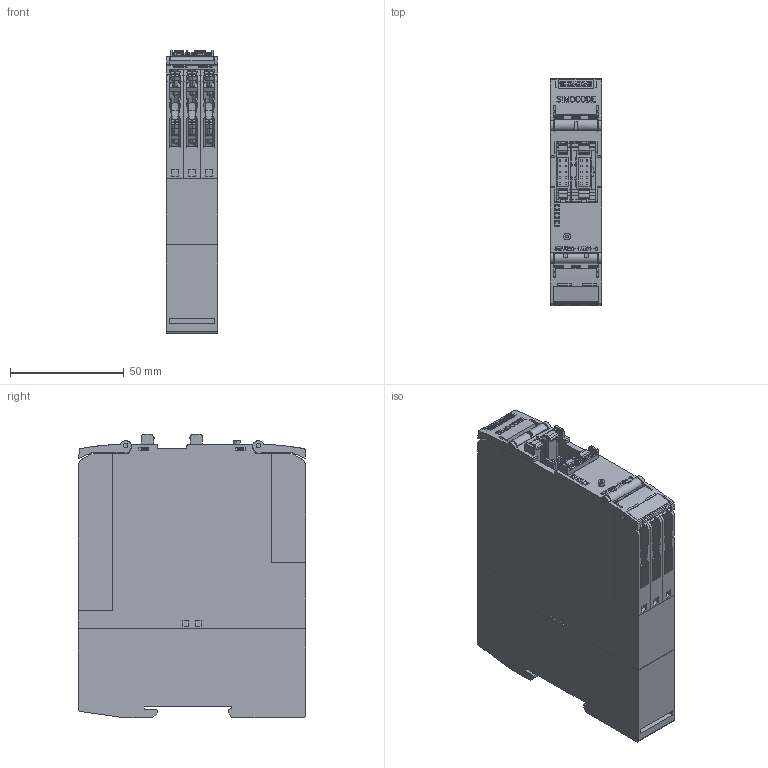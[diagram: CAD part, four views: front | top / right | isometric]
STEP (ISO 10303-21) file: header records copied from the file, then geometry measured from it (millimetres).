
FILE_DESCRIPTION(('STEP AP214'),'1');
FILE_NAME('cctmp_686CAF65-759C-4720-921A-3D7A2A06C3D2_2023_07_21_14_48_31_0788..stp','2023-07-21T12:48:35',('SIEMENS A&D'),('CADClick - www.CADClick.com'),'Spatial InterOp 3D postprocessed',' ','unknown authorization');
FILE_SCHEMA(('AUTOMOTIVE_DESIGN'));
Length unit declared in the file: millimetre
Products named in the file (1): 2023_07_21_14_48_31_0675
Bounding box: 22.5 x 100 x 124.5 mm (x, y, z)
Volume: 243798.1 mm3; surface area: 60324.6 mm2
Topology: 1 solids, 10 shells, 2850 faces, 8112 edges, 5382 vertices
Faces by surface type: plane 2341, cylinder 489, torus 16, sphere 4
Entity records: 154982 total; most frequent: CARTESIAN_POINT 16787, STYLED_ITEM 16333, PRESENTATION_STYLE_ASSIGNMENT 16333, ORIENTED_EDGE 16200, DIRECTION 15129, EDGE_CURVE 8100, CURVE_STYLE 8100, DRAUGHTING_PRE_DEFINED_CURVE_FONT 8100
